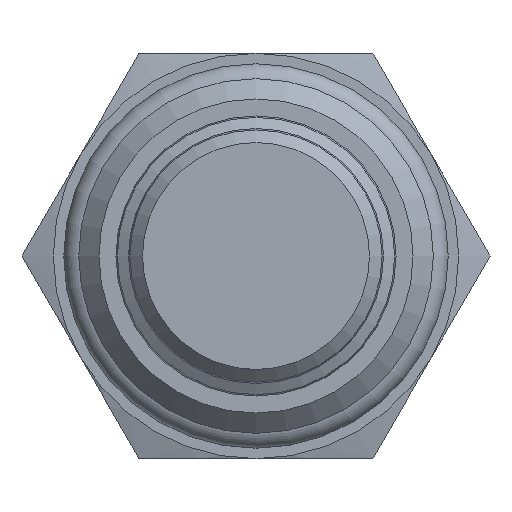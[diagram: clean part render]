
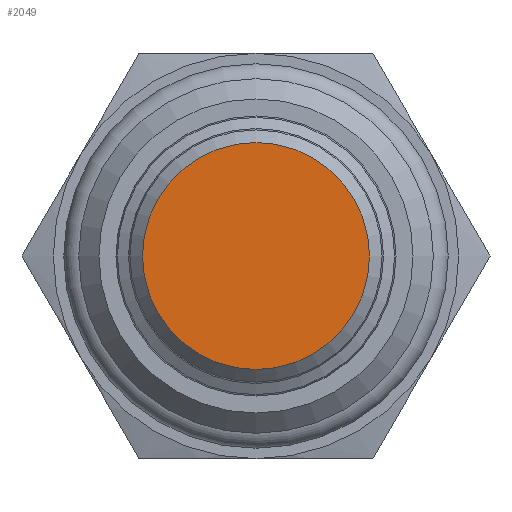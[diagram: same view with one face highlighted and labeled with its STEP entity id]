
A CAD part, front view. The second image highlights one B-rep face of the part: STEP entity #2049.
In plain terms, the highlighted planar face has unit normal (0, -1, 0).
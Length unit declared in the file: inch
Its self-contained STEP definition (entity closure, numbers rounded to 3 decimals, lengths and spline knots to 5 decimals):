
#2029=CARTESIAN_POINT('',(-0.28,-3.6275,0.));
#2030=VERTEX_POINT('',#2029);
#2031=CARTESIAN_POINT('',(0.0,-3.6275,0.0));
#2032=DIRECTION('',(0.0,1.0,0.0));
#2033=DIRECTION('',(1.0,0.0,0.0));
#2034=AXIS2_PLACEMENT_3D('',#2031,#2032,#2033);
#2035=CIRCLE('',#2034,0.28);
#2036=EDGE_CURVE('',#2030,#2030,#2035,.T.);
#2041=CARTESIAN_POINT('',(0.0,-3.6275,0.0));
#2042=DIRECTION('',(0.0,-1.0,0.0));
#2043=DIRECTION('',(0.0,0.0,1.0));
#2044=AXIS2_PLACEMENT_3D('',#2041,#2042,#2043);
#2045=PLANE('',#2044);
#2046=ORIENTED_EDGE('',*,*,#2036,.F.);
#2047=EDGE_LOOP('',(#2046));
#2048=FACE_OUTER_BOUND('',#2047,.T.);
#2049=ADVANCED_FACE('',(#2048),#2045,.T.);
